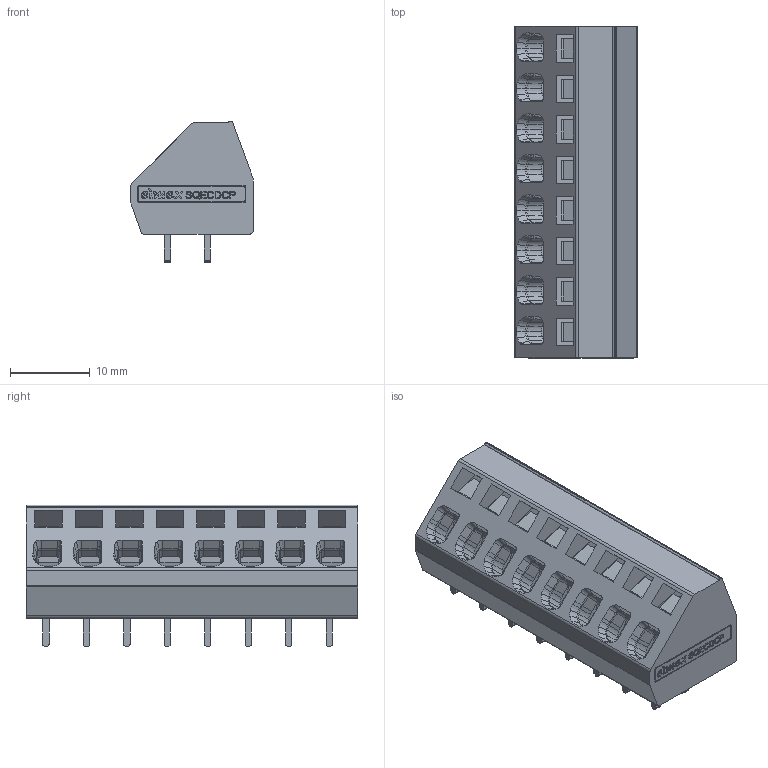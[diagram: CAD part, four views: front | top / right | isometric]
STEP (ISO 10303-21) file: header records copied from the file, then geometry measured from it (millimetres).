
FILE_DESCRIPTION(/* description */ ('Unknown'),/* implementation_level */ '2;1');
FILE_NAME(/* name */ 'SQECD-8W-3D_SOLID',/* time_stamp */ '2024-11-09T10:14:45+06:00',/* author */ ('Unknown'),/* organization */ ('Unknown'),/* preprocessor_version */ 'ST-DEVELOPER v16.7',/* originating_system */ 'Solid Edge',/* authorisation */ 'Unknown');
FILE_SCHEMA (('AUTOMOTIVE_DESIGN {1 0 10303 214 3 1 1}'));
Products named in the file (1): SQECD-8W-SOLID
Bounding box: 15.4 x 41.64 x 17.8 mm (x, y, z)
Volume: 4464.7 mm3; surface area: 9250.3 mm2
Topology: 1 solids, 70 shells, 3805 faces, 10684 edges, 6946 vertices
Faces by surface type: plane 2042, cylinder 1015, bspline 458, torus 160, cone 130
Full cylindrical faces by diameter (mm): 1.5 x48
Entity records: 154083 total; most frequent: CARTESIAN_POINT 30672, ORIENTED_EDGE 21048, DIRECTION 18906, EDGE_CURVE 10524, VERTEX_POINT 6898, LINE 6842, VECTOR 6842, AXIS2_PLACEMENT_3D 6032
